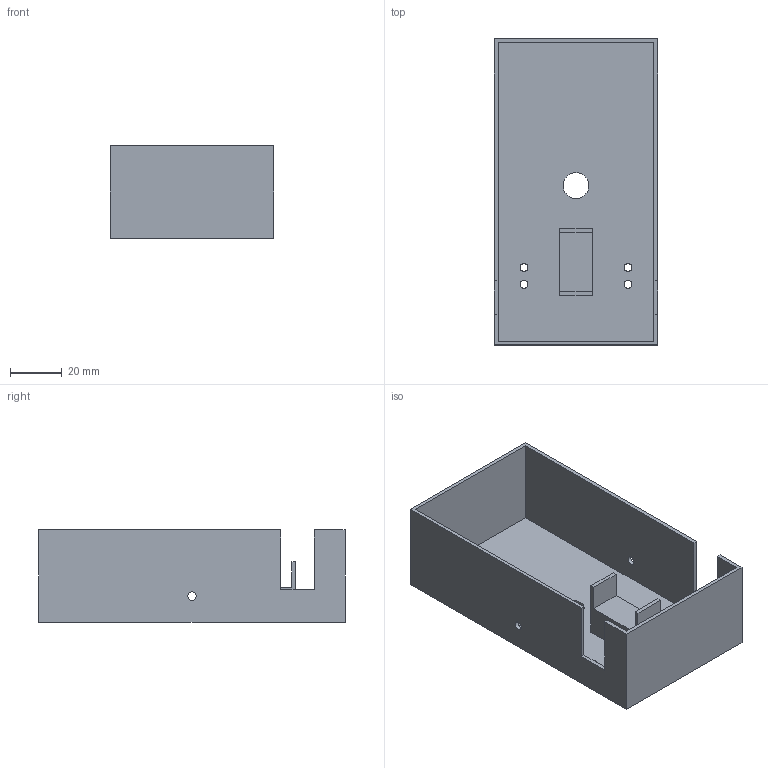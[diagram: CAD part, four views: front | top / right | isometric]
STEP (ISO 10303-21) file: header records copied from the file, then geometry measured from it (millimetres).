
FILE_DESCRIPTION(/* description */ (''),/* implementation_level */ '2;1');
FILE_NAME(/* name */ 'Base 4.0 v9.step',/* time_stamp */ '2018-02-07T08:50:24-05:00',/* author */ ('garg46'),/* organization */ (''),/* preprocessor_version */ 'ST-DEVELOPER v16.13',/* originating_system */ 'Autodesk Translation Framework v6.5.0.72',/* authorisation */ '');
FILE_SCHEMA (('AUTOMOTIVE_DESIGN { 1 0 10303 214 3 1 1 }'));
Length unit declared in the file: millimetre
Products named in the file (1): Base 4.0
Bounding box: 63 x 118 x 35.5 mm (x, y, z)
Volume: 32376.7 mm3; surface area: 39919.6 mm2
Topology: 1 solids, 1 shells, 34 faces, 95 edges, 64 vertices
Faces by surface type: plane 27, cylinder 7
Full cylindrical faces by diameter (mm): 3.05 x4, 3.251 x2, 10 x1
Entity records: 1152 total; most frequent: CARTESIAN_POINT 194, ORIENTED_EDGE 190, DIRECTION 181, EDGE_CURVE 95, LINE 79, VECTOR 79, VERTEX_POINT 64, AXIS2_PLACEMENT_3D 51
